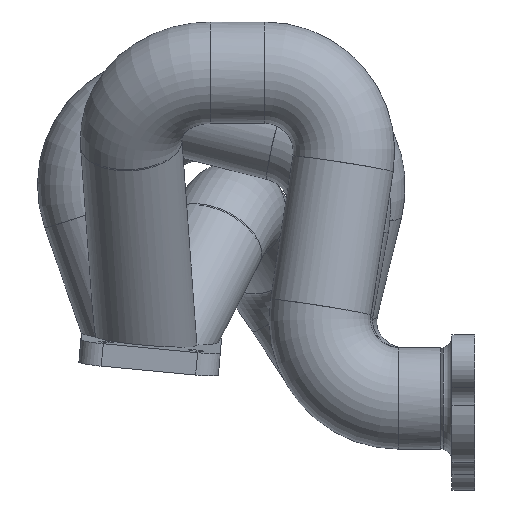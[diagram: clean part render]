
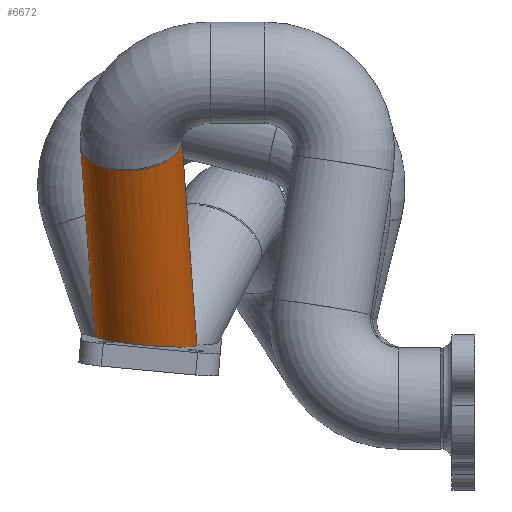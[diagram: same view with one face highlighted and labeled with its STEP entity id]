
A CAD part, left-side view. The second image highlights one B-rep face of the part: STEP entity #6672.
In plain terms, the highlighted cylindrical face has radius 22.5 mm (diameter 45 mm), a full revolution.
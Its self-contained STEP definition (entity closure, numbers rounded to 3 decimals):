
#4566 = EDGE_CURVE('',#4567,#4569,#4571,.T.);
#4567 = VERTEX_POINT('',#4568);
#4568 = CARTESIAN_POINT('',(-69.618,123.886,
    29.264));
#4569 = VERTEX_POINT('',#4570);
#4570 = CARTESIAN_POINT('',(-68.125,124.819,
    19.4));
#4571 = ELLIPSE('',#4572,159.874,22.5);
#4572 = AXIS2_PLACEMENT_3D('',#4573,#4574,#4575);
#4573 = CARTESIAN_POINT('',(19.657,136.046,
    -98.909));
#4574 = DIRECTION('',(0.001,-0.996,
    -0.094));
#4575 = DIRECTION('',(0.546,0.079,-0.834)
  );
#5791 = VERTEX_POINT('',#5792);
#5792 = CARTESIAN_POINT('',(-79.495,134.027,19.271
    ));
#5801 = VERTEX_POINT('',#5802);
#5802 = CARTESIAN_POINT('',(-78.132,127.585,
    28.865));
#5809 = EDGE_CURVE('',#5791,#5801,#5810,.T.);
#5810 = B_SPLINE_CURVE_WITH_KNOTS('',3,(#5811,#5812,#5813,#5814,#5815,
    #5816,#5817,#5818,#5819,#5820),.UNSPECIFIED.,.F.,.F.,(4,2,2,2,4),(
    2.12,2.198,2.748,3.298,
    3.315),.UNSPECIFIED.);
#5811 = CARTESIAN_POINT('',(-79.495,134.027,19.271
    ));
#5812 = CARTESIAN_POINT('',(-79.501,133.867,
    19.467));
#5813 = CARTESIAN_POINT('',(-79.505,133.707,
    19.664));
#5814 = CARTESIAN_POINT('',(-79.51,132.433,
    21.244));
#5815 = CARTESIAN_POINT('',(-79.367,131.338,
    22.665));
#5816 = CARTESIAN_POINT('',(-78.87,129.328,
    25.605));
#5817 = CARTESIAN_POINT('',(-78.513,128.415,
    27.125));
#5818 = CARTESIAN_POINT('',(-78.154,127.633,
    28.763));
#5819 = CARTESIAN_POINT('',(-78.143,127.609,
    28.814));
#5820 = CARTESIAN_POINT('',(-78.132,127.585,
    28.865));
#6156 = EDGE_CURVE('',#6157,#6159,#6161,.T.);
#6157 = VERTEX_POINT('',#6158);
#6158 = CARTESIAN_POINT('',(-105.309,139.941,
    130.017));
#6159 = VERTEX_POINT('',#6160);
#6160 = CARTESIAN_POINT('',(-121.556,129.645,
    120.31));
#6161 = CIRCLE('',#6162,22.5);
#6162 = AXIS2_PLACEMENT_3D('',#6163,#6164,#6165);
#6163 = CARTESIAN_POINT('',(-120.803,152.102,
    119.141));
#6164 = DIRECTION('',(0.54,-0.062,-0.839
    ));
#6165 = DIRECTION('',(-0.689,0.54,-0.483));
#6167 = EDGE_CURVE('',#6159,#6157,#6168,.T.);
#6168 = CIRCLE('',#6169,22.5);
#6169 = AXIS2_PLACEMENT_3D('',#6170,#6171,#6172);
#6170 = CARTESIAN_POINT('',(-120.803,152.102,
    119.141));
#6171 = DIRECTION('',(0.54,-0.062,-0.839
    ));
#6172 = DIRECTION('',(-0.689,0.54,-0.483));
#6672 = ADVANCED_FACE('',(#6673),#6736,.T.);
#6673 = FACE_BOUND('',#6674,.T.);
#6674 = EDGE_LOOP('',(#6675,#6682,#6683,#6692,#6701,#6710,#6716,#6717,
    #6718,#6719,#6728,#6735));
#6675 = ORIENTED_EDGE('',*,*,#6676,.T.);
#6676 = EDGE_CURVE('',#5791,#4569,#6677,.T.);
#6677 = ELLIPSE('',#6678,25.759,22.5);
#6678 = AXIS2_PLACEMENT_3D('',#6679,#6680,#6681);
#6679 = CARTESIAN_POINT('',(-58.334,144.961,
    22.164));
#6680 = DIRECTION('',(-0.087,-0.094,
    0.992));
#6681 = DIRECTION('',(-0.954,0.295,-0.056
    ));
#6682 = ORIENTED_EDGE('',*,*,#4566,.F.);
#6683 = ORIENTED_EDGE('',*,*,#6684,.F.);
#6684 = EDGE_CURVE('',#6685,#4567,#6687,.T.);
#6685 = VERTEX_POINT('',#6686);
#6686 = CARTESIAN_POINT('',(-63.551,122.988,
    29.712));
#6687 = ELLIPSE('',#6688,25.759,22.5);
#6688 = AXIS2_PLACEMENT_3D('',#6689,#6690,#6691);
#6689 = CARTESIAN_POINT('',(-64.522,145.669,
    31.77));
#6690 = DIRECTION('',(0.087,0.094,
    -0.992));
#6691 = DIRECTION('',(-0.954,0.295,-0.056
    ));
#6692 = ORIENTED_EDGE('',*,*,#6693,.F.);
#6693 = EDGE_CURVE('',#6694,#6685,#6696,.T.);
#6694 = VERTEX_POINT('',#6695);
#6695 = CARTESIAN_POINT('',(-57.247,132.918,
    53.556));
#6696 = ELLIPSE('',#6697,37.101,22.5);
#6697 = AXIS2_PLACEMENT_3D('',#6698,#6699,#6700);
#6698 = CARTESIAN_POINT('',(-56.355,144.735,
    19.092));
#6699 = DIRECTION('',(0.93,-0.355,-0.098
    ));
#6700 = DIRECTION('',(-0.029,0.193,-0.981
    ));
#6701 = ORIENTED_EDGE('',*,*,#6702,.T.);
#6702 = EDGE_CURVE('',#6694,#6703,#6705,.T.);
#6703 = VERTEX_POINT('',#6704);
#6704 = CARTESIAN_POINT('',(-59.176,134.668,
    58.401));
#6705 = ELLIPSE('',#6706,77.467,22.5);
#6706 = AXIS2_PLACEMENT_3D('',#6707,#6708,#6709);
#6707 = CARTESIAN_POINT('',(-56.355,144.735,
    19.092));
#6708 = DIRECTION('',(-0.87,-0.46,-0.18));
#6709 = DIRECTION('',(-0.301,0.204,0.932));
#6710 = ORIENTED_EDGE('',*,*,#6711,.T.);
#6711 = EDGE_CURVE('',#6703,#6157,#6712,.T.);
#6712 = LINE('',#6713,#6714);
#6713 = CARTESIAN_POINT('',(-105.309,139.941,
    130.017));
#6714 = VECTOR('',#6715,1.);
#6715 = DIRECTION('',(-0.54,0.062,0.839)
  );
#6716 = ORIENTED_EDGE('',*,*,#6156,.T.);
#6717 = ORIENTED_EDGE('',*,*,#6167,.T.);
#6718 = ORIENTED_EDGE('',*,*,#6711,.F.);
#6719 = ORIENTED_EDGE('',*,*,#6720,.T.);
#6720 = EDGE_CURVE('',#6703,#6721,#6723,.T.);
#6721 = VERTEX_POINT('',#6722);
#6722 = CARTESIAN_POINT('',(-71.555,167.936,
    33.256));
#6723 = ELLIPSE('',#6724,77.467,22.5);
#6724 = AXIS2_PLACEMENT_3D('',#6725,#6726,#6727);
#6725 = CARTESIAN_POINT('',(-56.355,144.735,
    19.092));
#6726 = DIRECTION('',(-0.87,-0.46,-0.18));
#6727 = DIRECTION('',(-0.301,0.204,0.932));
#6728 = ORIENTED_EDGE('',*,*,#6729,.F.);
#6729 = EDGE_CURVE('',#5801,#6721,#6730,.T.);
#6730 = ELLIPSE('',#6731,25.759,22.5);
#6731 = AXIS2_PLACEMENT_3D('',#6732,#6733,#6734);
#6732 = CARTESIAN_POINT('',(-64.522,145.669,
    31.77));
#6733 = DIRECTION('',(0.087,0.094,
    -0.992));
#6734 = DIRECTION('',(-0.954,0.295,-0.056
    ));
#6735 = ORIENTED_EDGE('',*,*,#5809,.F.);
#6736 = CYLINDRICAL_SURFACE('',#6737,22.5);
#6737 = AXIS2_PLACEMENT_3D('',#6738,#6739,#6740);
#6738 = CARTESIAN_POINT('',(-120.803,152.102,
    119.141));
#6739 = DIRECTION('',(0.54,-0.062,-0.839
    ));
#6740 = DIRECTION('',(-0.689,0.54,-0.483));
